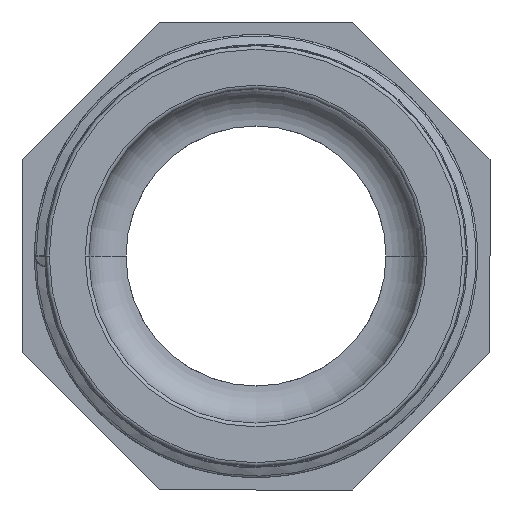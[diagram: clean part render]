
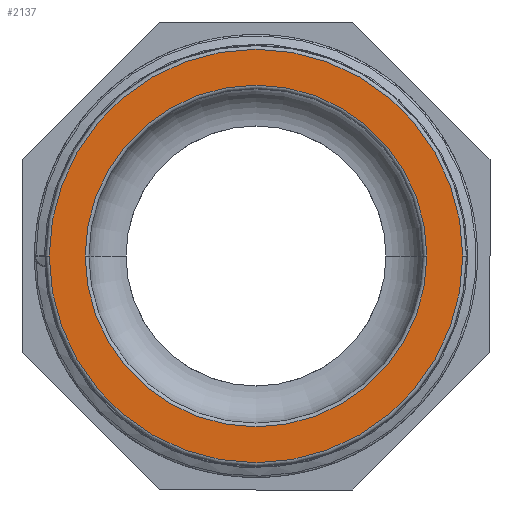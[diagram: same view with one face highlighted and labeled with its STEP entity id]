
A CAD part, left-side view. The second image highlights one B-rep face of the part: STEP entity #2137.
In plain terms, the highlighted planar face has unit normal (-1, 0, 0).
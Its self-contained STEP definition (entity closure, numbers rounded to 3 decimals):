
#161 = CARTESIAN_POINT ( 'NONE',  ( 0., 23., 0. ) ) ;
#162 = CARTESIAN_POINT ( 'NONE',  ( 0., -27.828, 0. ) ) ;
#163 = CARTESIAN_POINT ( 'NONE',  ( 0., 27.828, 0. ) ) ;
#165 = CARTESIAN_POINT ( 'NONE',  ( 0., -23., 0. ) ) ;
#719 = CARTESIAN_POINT ( 'NONE',  ( 0., 0., 0. ) ) ;
#720 = DIRECTION ( 'NONE',  ( 1., 0., 0. ) ) ;
#721 = DIRECTION ( 'NONE',  ( 0., -1., 0. ) ) ;
#724 = CARTESIAN_POINT ( 'NONE',  ( 0., 0., 0. ) ) ;
#725 = DIRECTION ( 'NONE',  ( -1., 0., 0. ) ) ;
#726 = DIRECTION ( 'NONE',  ( 0., -1., 0. ) ) ;
#1549 = CIRCLE ( 'NONE', #1552, 23. ) ;
#1551 = CIRCLE ( 'NONE', #1554, 27.828 ) ;
#1552 = AXIS2_PLACEMENT_3D ( 'NONE', #719, #720, #721 ) ;
#1554 = AXIS2_PLACEMENT_3D ( 'NONE', #724, #725, #726 ) ;
#1587 = AXIS2_PLACEMENT_3D ( 'NONE', #6773, #6780, #6781 ) ;
#1619 = CIRCLE ( 'NONE', #1624, 27.828 ) ;
#1624 = AXIS2_PLACEMENT_3D ( 'NONE', #6855, #6856, #6857 ) ;
#1625 = CIRCLE ( 'NONE', #1626, 23. ) ;
#1626 = AXIS2_PLACEMENT_3D ( 'NONE', #6871, #6872, #6873 ) ;
#1764 = ORIENTED_EDGE ( 'NONE', *, *, #2252, .T. ) ;
#1765 = ORIENTED_EDGE ( 'NONE', *, *, #2163, .T. ) ;
#1766 = ORIENTED_EDGE ( 'NONE', *, *, #2159, .T. ) ;
#1767 = ORIENTED_EDGE ( 'NONE', *, *, #2253, .T. ) ;
#2067 = VERTEX_POINT ( 'NONE', #161 ) ;
#2068 = VERTEX_POINT ( 'NONE', #162 ) ;
#2069 = VERTEX_POINT ( 'NONE', #163 ) ;
#2071 = VERTEX_POINT ( 'NONE', #165 ) ;
#2137 = ADVANCED_FACE ( 'NONE', ( #6777, #6769 ), #6778, .T. ) ;
#2159 = EDGE_CURVE ( 'NONE', #2068, #2069, #1619, .T. ) ;
#2163 = EDGE_CURVE ( 'NONE', #2067, #2071, #1625, .T. ) ;
#2252 = EDGE_CURVE ( 'NONE', #2071, #2067, #1549, .T. ) ;
#2253 = EDGE_CURVE ( 'NONE', #2069, #2068, #1551, .T. ) ;
#6769 = FACE_OUTER_BOUND ( 'NONE', #9747, .T. ) ;
#6773 = CARTESIAN_POINT ( 'NONE',  ( 0., 22.5, 0. ) ) ;
#6777 = FACE_BOUND ( 'NONE', #9751, .T. ) ;
#6778 = PLANE ( 'NONE',  #1587 ) ;
#6780 = DIRECTION ( 'NONE',  ( -1., 0., 0. ) ) ;
#6781 = DIRECTION ( 'NONE',  ( 0., -1., 0. ) ) ;
#6855 = CARTESIAN_POINT ( 'NONE',  ( 0., 0., 0. ) ) ;
#6856 = DIRECTION ( 'NONE',  ( -1., 0., 0. ) ) ;
#6857 = DIRECTION ( 'NONE',  ( 0., -1., 0. ) ) ;
#6871 = CARTESIAN_POINT ( 'NONE',  ( 0., 0., 0. ) ) ;
#6872 = DIRECTION ( 'NONE',  ( 1., 0., 0. ) ) ;
#6873 = DIRECTION ( 'NONE',  ( 0., -1., 0. ) ) ;
#9747 = EDGE_LOOP ( 'NONE', ( #1766, #1767 ) ) ;
#9751 = EDGE_LOOP ( 'NONE', ( #1764, #1765 ) ) ;
